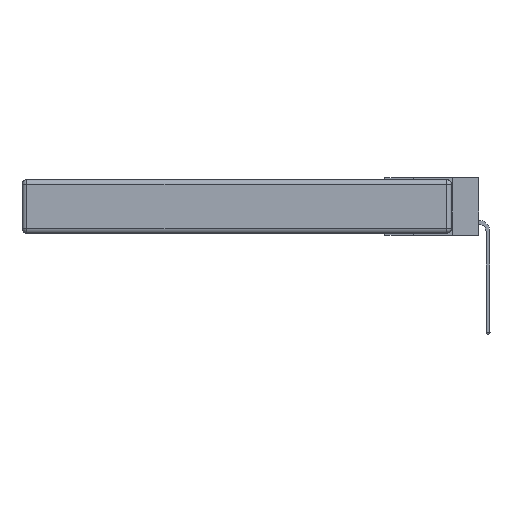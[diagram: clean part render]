
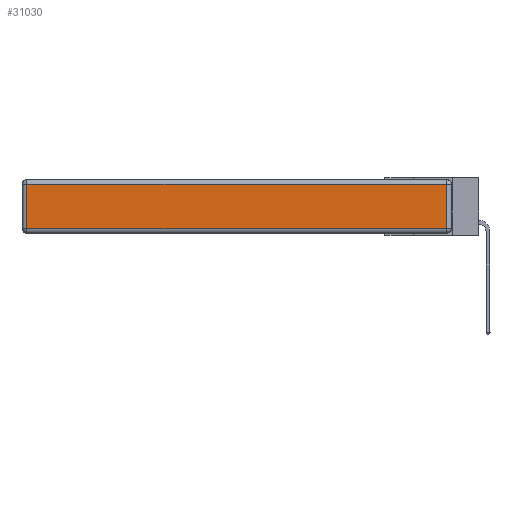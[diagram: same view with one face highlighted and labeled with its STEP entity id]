
A CAD part, left-side view. The second image highlights one B-rep face of the part: STEP entity #31030.
In plain terms, the highlighted planar face has unit normal (-1, 0, 0).
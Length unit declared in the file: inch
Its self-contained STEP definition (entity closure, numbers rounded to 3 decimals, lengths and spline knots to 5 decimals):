
#2028 = VECTOR ( 'NONE', #25887, 39.37008 ) ;
#2864 = CARTESIAN_POINT ( 'NONE',  ( 0., 0.03, -0.03 ) ) ;
#3311 = VERTEX_POINT ( 'NONE', #2864 ) ;
#4246 = DIRECTION ( 'NONE',  ( -1., 0., 0. ) ) ;
#5123 = EDGE_LOOP ( 'NONE', ( #16256, #11119, #24713, #20885 ) ) ;
#7536 = EDGE_CURVE ( 'NONE', #10637, #3311, #19325, .T. ) ;
#7574 = VERTEX_POINT ( 'NONE', #26589 ) ;
#9572 = PLANE ( 'NONE',  #28039 ) ;
#10199 = CARTESIAN_POINT ( 'NONE',  ( 0., 2.72, -0.03 ) ) ;
#10599 = EDGE_CURVE ( 'NONE', #27329, #7574, #33430, .T. ) ;
#10637 = VERTEX_POINT ( 'NONE', #20542 ) ;
#11119 = ORIENTED_EDGE ( 'NONE', *, *, #7536, .T. ) ;
#11343 = DIRECTION ( 'NONE',  ( 0., 1., 0. ) ) ;
#11810 = CARTESIAN_POINT ( 'NONE',  ( 0., 0., -0.313 ) ) ;
#16256 = ORIENTED_EDGE ( 'NONE', *, *, #22728, .T. ) ;
#16326 = CARTESIAN_POINT ( 'NONE',  ( 0., 2.75, -0.03 ) ) ;
#16645 = CARTESIAN_POINT ( 'NONE',  ( 0., 2.72, -0.343 ) ) ;
#18615 = FACE_OUTER_BOUND ( 'NONE', #5123, .T. ) ;
#18971 = DIRECTION ( 'NONE',  ( 0., 0., 1. ) ) ;
#19325 = LINE ( 'NONE', #21369, #31672 ) ;
#20167 = DIRECTION ( 'NONE',  ( 0., 0., 1. ) ) ;
#20542 = CARTESIAN_POINT ( 'NONE',  ( 0., 0.03, -0.313 ) ) ;
#20885 = ORIENTED_EDGE ( 'NONE', *, *, #10599, .T. ) ;
#21369 = CARTESIAN_POINT ( 'NONE',  ( 0., 0.03, -0.343 ) ) ;
#21783 = LINE ( 'NONE', #16326, #34131 ) ;
#22728 = EDGE_CURVE ( 'NONE', #7574, #10637, #27698, .T. ) ;
#24713 = ORIENTED_EDGE ( 'NONE', *, *, #24928, .T. ) ;
#24881 = DIRECTION ( 'NONE',  ( 0., -1., 0. ) ) ;
#24928 = EDGE_CURVE ( 'NONE', #3311, #27329, #21783, .T. ) ;
#25887 = DIRECTION ( 'NONE',  ( 0., 0., -1. ) ) ;
#26457 = VECTOR ( 'NONE', #24881, 39.37008 ) ;
#26589 = CARTESIAN_POINT ( 'NONE',  ( 0., 2.72, -0.313 ) ) ;
#27329 = VERTEX_POINT ( 'NONE', #10199 ) ;
#27698 = LINE ( 'NONE', #11810, #26457 ) ;
#28039 = AXIS2_PLACEMENT_3D ( 'NONE', #33530, #4246, #20167 ) ;
#31030 = ADVANCED_FACE ( 'NONE', ( #18615 ), #9572, .T. ) ;
#31672 = VECTOR ( 'NONE', #18971, 39.37008 ) ;
#33430 = LINE ( 'NONE', #16645, #2028 ) ;
#33530 = CARTESIAN_POINT ( 'NONE',  ( 0., 0., -0.343 ) ) ;
#34131 = VECTOR ( 'NONE', #11343, 39.37008 ) ;
